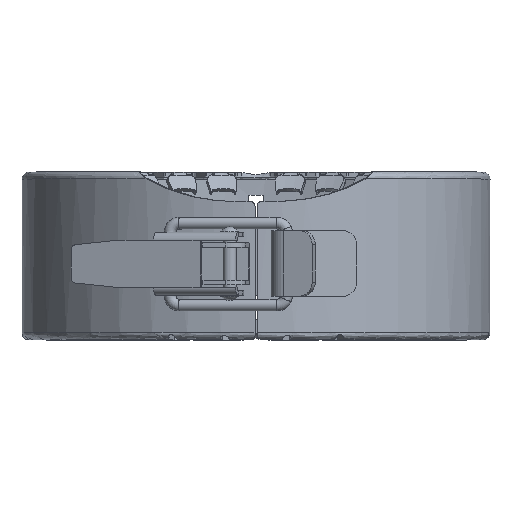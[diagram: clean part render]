
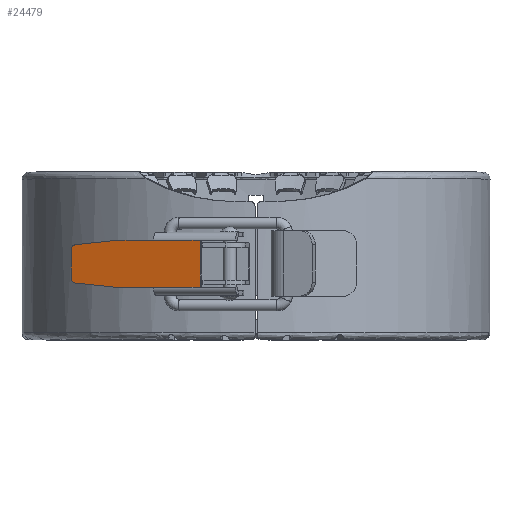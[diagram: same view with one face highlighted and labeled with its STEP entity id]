
A CAD part, top view. The second image highlights one B-rep face of the part: STEP entity #24479.
In plain terms, the highlighted planar face has unit normal (-0.321, 0, 0.947).
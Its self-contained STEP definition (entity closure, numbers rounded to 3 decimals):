
#137=PLANE('',#25505);
#1045=CIRCLE('',#25506,1.);
#1046=CIRCLE('',#25507,1.);
#2371=FACE_OUTER_BOUND('',#3715,.T.);
#3715=EDGE_LOOP('',(#21723,#21724,#21725,#21726,#21727,#21728,#21729,#21730,
#21731,#21732));
#5133=LINE('',#85793,#6576);
#5134=LINE('',#85795,#6577);
#5135=LINE('',#85797,#6578);
#5136=LINE('',#85799,#6579);
#5137=LINE('',#85801,#6580);
#5138=LINE('',#85805,#6581);
#5139=LINE('',#85809,#6582);
#5140=LINE('',#85810,#6583);
#6576=VECTOR('',#28809,1000.);
#6577=VECTOR('',#28810,1000.);
#6578=VECTOR('',#28811,1000.);
#6579=VECTOR('',#28812,1000.);
#6580=VECTOR('',#28813,1000.);
#6581=VECTOR('',#28816,1000.);
#6582=VECTOR('',#28819,1000.);
#6583=VECTOR('',#28820,1000.);
#10590=VERTEX_POINT('',#85791);
#10591=VERTEX_POINT('',#85792);
#10592=VERTEX_POINT('',#85794);
#10593=VERTEX_POINT('',#85796);
#10594=VERTEX_POINT('',#85798);
#10595=VERTEX_POINT('',#85800);
#10596=VERTEX_POINT('',#85802);
#10597=VERTEX_POINT('',#85804);
#10598=VERTEX_POINT('',#85806);
#10599=VERTEX_POINT('',#85808);
#14320=EDGE_CURVE('',#10590,#10591,#5133,.T.);
#14321=EDGE_CURVE('',#10590,#10592,#5134,.T.);
#14322=EDGE_CURVE('',#10592,#10593,#5135,.T.);
#14323=EDGE_CURVE('',#10593,#10594,#5136,.T.);
#14324=EDGE_CURVE('',#10594,#10595,#5137,.T.);
#14325=EDGE_CURVE('',#10595,#10596,#1045,.T.);
#14326=EDGE_CURVE('',#10596,#10597,#5138,.T.);
#14327=EDGE_CURVE('',#10597,#10598,#1046,.T.);
#14328=EDGE_CURVE('',#10598,#10599,#5139,.T.);
#14329=EDGE_CURVE('',#10599,#10591,#5140,.T.);
#21723=ORIENTED_EDGE('',*,*,#14320,.F.);
#21724=ORIENTED_EDGE('',*,*,#14321,.T.);
#21725=ORIENTED_EDGE('',*,*,#14322,.T.);
#21726=ORIENTED_EDGE('',*,*,#14323,.T.);
#21727=ORIENTED_EDGE('',*,*,#14324,.T.);
#21728=ORIENTED_EDGE('',*,*,#14325,.T.);
#21729=ORIENTED_EDGE('',*,*,#14326,.T.);
#21730=ORIENTED_EDGE('',*,*,#14327,.T.);
#21731=ORIENTED_EDGE('',*,*,#14328,.T.);
#21732=ORIENTED_EDGE('',*,*,#14329,.T.);
#24479=ADVANCED_FACE('',(#2371),#137,.T.);
#25505=AXIS2_PLACEMENT_3D('',#85790,#28807,#28808);
#25506=AXIS2_PLACEMENT_3D('',#85803,#28814,#28815);
#25507=AXIS2_PLACEMENT_3D('',#85807,#28817,#28818);
#28807=DIRECTION('center_axis',(-0.321,0.,
0.947));
#28808=DIRECTION('ref_axis',(0.947,0.,0.321));
#28809=DIRECTION('',(-0.947,0.,-0.321));
#28810=DIRECTION('',(0.,1.,0.));
#28811=DIRECTION('',(-0.947,0.,-0.321));
#28812=DIRECTION('',(-0.947,0.,-0.321));
#28813=DIRECTION('',(-0.942,-0.1,-0.32));
#28814=DIRECTION('center_axis',(-0.321,0.,
0.947));
#28815=DIRECTION('ref_axis',(-0.947,0.,-0.321));
#28816=DIRECTION('',(0.,-1.,0.));
#28817=DIRECTION('center_axis',(-0.321,0.,
0.947));
#28818=DIRECTION('ref_axis',(0.947,0.,0.321));
#28819=DIRECTION('',(0.942,-0.1,0.32));
#28820=DIRECTION('',(0.947,0.,0.321));
#85790=CARTESIAN_POINT('Origin',(-2.955,23.321,1061.548));
#85791=CARTESIAN_POINT('',(-7.689,8.253,1059.942));
#85792=CARTESIAN_POINT('',(-17.632,8.253,1056.568));
#85793=CARTESIAN_POINT('',(-2.955,8.253,1061.548));
#85794=CARTESIAN_POINT('',(-7.689,18.253,1059.942));
#85795=CARTESIAN_POINT('',(-7.689,8.253,1059.942));
#85796=CARTESIAN_POINT('',(-17.632,18.253,1056.568));
#85797=CARTESIAN_POINT('',(-2.955,18.253,1061.548));
#85798=CARTESIAN_POINT('',(-25.682,18.253,1053.836));
#85799=CARTESIAN_POINT('',(-25.682,18.253,1053.836));
#85800=CARTESIAN_POINT('',(-34.299,17.343,1050.912));
#85801=CARTESIAN_POINT('',(-34.299,17.343,1050.912));
#85802=CARTESIAN_POINT('',(-35.151,16.348,1050.623));
#85803=CARTESIAN_POINT('Origin',(-34.204,16.348,1050.944));
#85804=CARTESIAN_POINT('',(-35.151,10.158,1050.623));
#85805=CARTESIAN_POINT('',(-35.151,10.158,1050.623));
#85806=CARTESIAN_POINT('',(-34.298,9.163,1050.912));
#85807=CARTESIAN_POINT('Origin',(-34.204,10.158,1050.944));
#85808=CARTESIAN_POINT('',(-25.682,8.253,1053.836));
#85809=CARTESIAN_POINT('',(-34.298,9.163,1050.912));
#85810=CARTESIAN_POINT('',(-25.682,8.253,1053.836));
